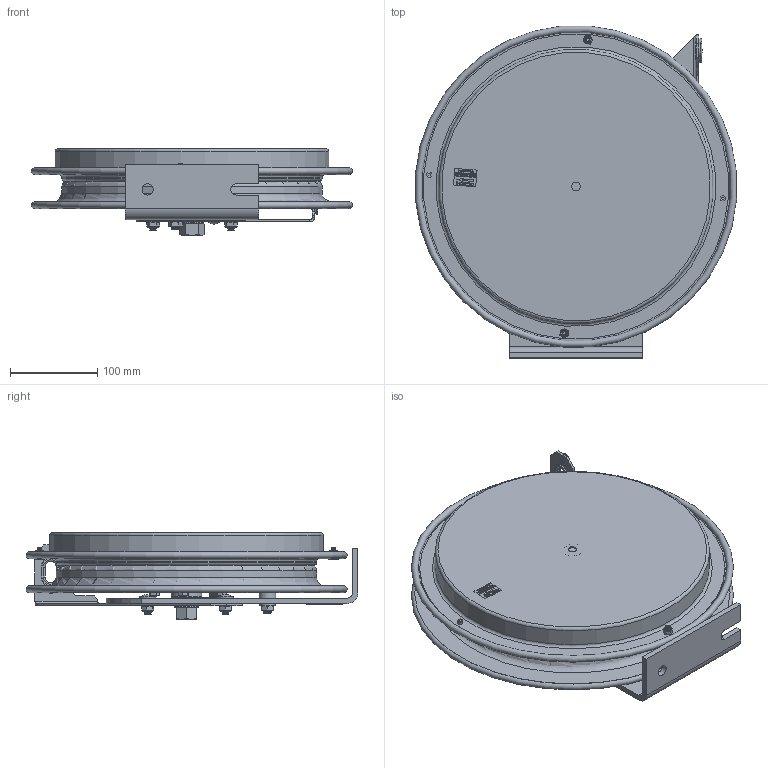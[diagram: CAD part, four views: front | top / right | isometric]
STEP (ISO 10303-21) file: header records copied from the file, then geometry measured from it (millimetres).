
FILE_DESCRIPTION(/* description */ (''),/* implementation_level */ '2;1');
FILE_NAME(/* name */ 'SD-75-1_SHARED.stp',/* time_stamp */ '2020-02-05T15:24:58-07:00',/* author */ ('NMelton'),/* organization */ (''),/* preprocessor_version */ 'ST-DEVELOPER v17',/* originating_system */ 'Autodesk Inventor 2019',/* authorisation */ '');
FILE_SCHEMA (('AUTOMOTIVE_DESIGN { 1 0 10303 214 3 1 1 }'));
Products named in the file (1): SD-75-1_SHARED
Bounding box: 367.11 x 379.51 x 99.84 mm (x, y, z)
Surface area: 586138 mm2 (no closed solid volume)
Topology: 0 solids, 68 shells, 1688 faces, 5977 edges, 4211 vertices
Faces by surface type: plane 910, bspline 528, cylinder 101, cone 93, torus 49, sphere 7
Full cylindrical faces by diameter (mm): 2.54 x1, 3.048 x1, 4.699 x2, 4.826 x4, 5.563 x4, 7.938 x1, 9.906 x1, 10.16 x2, 11.227 x2, 12.192 x3, 12.7 x2, 15.875 x1, 19.05 x3, 25.362 x1, 28.575 x1, 34.925 x1, 35.052 x1, 298.45 x1, 313.69 x1, 349.25 x2
Entity records: 72695 total; most frequent: CARTESIAN_POINT 25279, ORIENTED_EDGE 9942, DIRECTION 7072, EDGE_CURVE 5976, VERTEX_POINT 4211, LINE 3416, VECTOR 3416, EDGE_LOOP 1896
